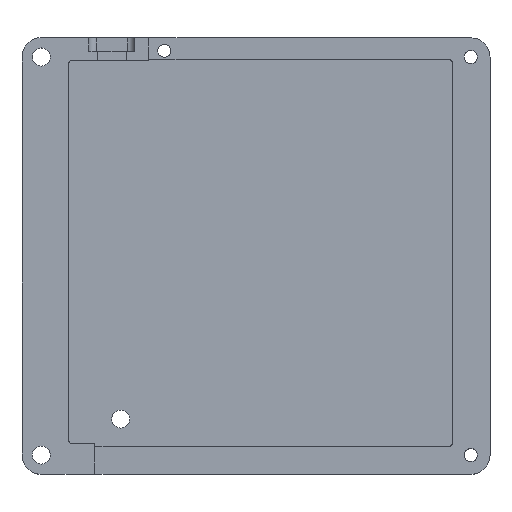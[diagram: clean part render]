
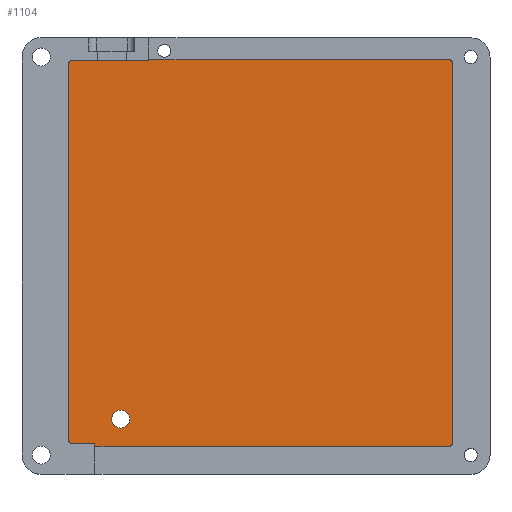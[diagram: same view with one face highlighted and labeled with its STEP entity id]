
A CAD part, top view. The second image highlights one B-rep face of the part: STEP entity #1104.
In plain terms, the highlighted planar face has unit normal (0, 0, 1).
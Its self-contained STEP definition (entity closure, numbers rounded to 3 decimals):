
#23=FACE_BOUND('',#147,.T.);
#38=PLANE('',#1204);
#82=FACE_OUTER_BOUND('',#146,.T.);
#146=EDGE_LOOP('',(#879,#880,#881,#882,#883,#884,#885,#886,#887,#888,#889,
#890,#891,#892));
#147=EDGE_LOOP('',(#893));
#216=LINE('',#1657,#338);
#234=LINE('',#1706,#356);
#256=LINE('',#1768,#378);
#260=LINE('',#1778,#382);
#261=LINE('',#1779,#383);
#262=LINE('',#1781,#384);
#263=LINE('',#1785,#385);
#264=LINE('',#1788,#386);
#265=LINE('',#1789,#387);
#266=LINE('',#1792,#388);
#338=VECTOR('',#1338,10.);
#356=VECTOR('',#1372,10.);
#378=VECTOR('',#1416,10.);
#382=VECTOR('',#1426,10.);
#383=VECTOR('',#1427,10.);
#384=VECTOR('',#1428,10.);
#385=VECTOR('',#1431,10.);
#386=VECTOR('',#1434,10.);
#387=VECTOR('',#1435,10.);
#388=VECTOR('',#1438,10.);
#432=CIRCLE('',#1157,2.35);
#460=CIRCLE('',#1203,1.);
#461=CIRCLE('',#1205,1.);
#462=CIRCLE('',#1206,1.);
#463=CIRCLE('',#1207,1.);
#472=VERTEX_POINT('',#1571);
#501=VERTEX_POINT('',#1654);
#502=VERTEX_POINT('',#1656);
#523=VERTEX_POINT('',#1702);
#525=VERTEX_POINT('',#1705);
#553=VERTEX_POINT('',#1765);
#554=VERTEX_POINT('',#1767);
#555=VERTEX_POINT('',#1771);
#556=VERTEX_POINT('',#1772);
#557=VERTEX_POINT('',#1777);
#558=VERTEX_POINT('',#1780);
#559=VERTEX_POINT('',#1782);
#560=VERTEX_POINT('',#1784);
#561=VERTEX_POINT('',#1786);
#562=VERTEX_POINT('',#1790);
#581=EDGE_CURVE('',#472,#472,#432,.T.);
#622=EDGE_CURVE('',#501,#502,#216,.T.);
#646=EDGE_CURVE('',#523,#525,#234,.T.);
#677=EDGE_CURVE('',#553,#554,#256,.T.);
#679=EDGE_CURVE('',#555,#556,#460,.T.);
#682=EDGE_CURVE('',#557,#555,#260,.T.);
#683=EDGE_CURVE('',#554,#557,#261,.T.);
#684=EDGE_CURVE('',#558,#553,#262,.T.);
#685=EDGE_CURVE('',#559,#558,#461,.T.);
#686=EDGE_CURVE('',#559,#560,#263,.T.);
#687=EDGE_CURVE('',#561,#560,#462,.T.);
#688=EDGE_CURVE('',#525,#561,#264,.T.);
#689=EDGE_CURVE('',#502,#523,#265,.T.);
#690=EDGE_CURVE('',#562,#501,#463,.T.);
#691=EDGE_CURVE('',#556,#562,#266,.T.);
#879=ORIENTED_EDGE('',*,*,#679,.F.);
#880=ORIENTED_EDGE('',*,*,#682,.F.);
#881=ORIENTED_EDGE('',*,*,#683,.F.);
#882=ORIENTED_EDGE('',*,*,#677,.F.);
#883=ORIENTED_EDGE('',*,*,#684,.F.);
#884=ORIENTED_EDGE('',*,*,#685,.F.);
#885=ORIENTED_EDGE('',*,*,#686,.T.);
#886=ORIENTED_EDGE('',*,*,#687,.F.);
#887=ORIENTED_EDGE('',*,*,#688,.F.);
#888=ORIENTED_EDGE('',*,*,#646,.F.);
#889=ORIENTED_EDGE('',*,*,#689,.F.);
#890=ORIENTED_EDGE('',*,*,#622,.F.);
#891=ORIENTED_EDGE('',*,*,#690,.F.);
#892=ORIENTED_EDGE('',*,*,#691,.F.);
#893=ORIENTED_EDGE('',*,*,#581,.T.);
#1104=ADVANCED_FACE('',(#82,#23),#38,.T.);
#1157=AXIS2_PLACEMENT_3D('',#1573,#1258,#1259);
#1203=AXIS2_PLACEMENT_3D('',#1773,#1420,#1421);
#1204=AXIS2_PLACEMENT_3D('',#1776,#1424,#1425);
#1205=AXIS2_PLACEMENT_3D('',#1783,#1429,#1430);
#1206=AXIS2_PLACEMENT_3D('',#1787,#1432,#1433);
#1207=AXIS2_PLACEMENT_3D('',#1791,#1436,#1437);
#1258=DIRECTION('center_axis',(0.,0.,-1.));
#1259=DIRECTION('ref_axis',(-1.,0.,0.));
#1338=DIRECTION('',(1.,0.,0.));
#1372=DIRECTION('',(1.,0.,0.));
#1416=DIRECTION('',(-1.,0.,0.));
#1420=DIRECTION('center_axis',(0.,0.,-1.));
#1421=DIRECTION('ref_axis',(0.,-1.,0.));
#1424=DIRECTION('center_axis',(0.,0.,1.));
#1425=DIRECTION('ref_axis',(0.,1.,0.));
#1426=DIRECTION('',(-1.,0.,0.));
#1427=DIRECTION('',(0.,1.,0.));
#1428=DIRECTION('',(-1.,0.,0.));
#1429=DIRECTION('center_axis',(0.,0.,-1.));
#1430=DIRECTION('ref_axis',(1.,0.,0.));
#1431=DIRECTION('',(0.,1.,0.));
#1432=DIRECTION('center_axis',(0.,0.,-1.));
#1433=DIRECTION('ref_axis',(0.,1.,0.));
#1434=DIRECTION('',(1.,0.,0.));
#1435=DIRECTION('',(0.,1.,0.));
#1436=DIRECTION('center_axis',(0.,0.,-1.));
#1437=DIRECTION('ref_axis',(-1.,0.,0.));
#1438=DIRECTION('',(0.,1.,0.));
#1571=CARTESIAN_POINT('',(-9.128,-128.868,68.298));
#1573=CARTESIAN_POINT('Origin',(-11.478,-128.868,68.298));
#1654=CARTESIAN_POINT('',(-24.08,-35.4,68.298));
#1656=CARTESIAN_POINT('',(-4.13,-35.4,68.298));
#1657=CARTESIAN_POINT('',(-14.599,-35.4,68.298));
#1702=CARTESIAN_POINT('',(-4.13,-35.241,68.298));
#1705=CARTESIAN_POINT('',(-4.13,-35.241,68.298));
#1706=CARTESIAN_POINT('',(-25.067,-35.241,68.298));
#1765=CARTESIAN_POINT('',(-18.184,-135.953,68.298));
#1767=CARTESIAN_POINT('',(-18.185,-135.953,68.298));
#1768=CARTESIAN_POINT('',(74.998,-135.953,68.298));
#1771=CARTESIAN_POINT('',(-24.08,-135.268,68.298));
#1772=CARTESIAN_POINT('',(-25.08,-134.268,68.298));
#1773=CARTESIAN_POINT('Origin',(-24.08,-134.268,68.298));
#1776=CARTESIAN_POINT('Origin',(74.998,-134.953,68.298));
#1777=CARTESIAN_POINT('',(-18.185,-135.268,68.298));
#1778=CARTESIAN_POINT('',(25.459,-135.268,68.298));
#1779=CARTESIAN_POINT('',(-18.185,-135.111,68.298));
#1780=CARTESIAN_POINT('',(73.998,-135.953,68.298));
#1781=CARTESIAN_POINT('',(28.407,-135.953,68.298));
#1782=CARTESIAN_POINT('',(74.998,-134.953,68.298));
#1783=CARTESIAN_POINT('Origin',(73.998,-134.953,68.298));
#1784=CARTESIAN_POINT('',(74.998,-36.241,68.298));
#1785=CARTESIAN_POINT('',(74.998,-134.953,68.298));
#1786=CARTESIAN_POINT('',(73.998,-35.241,68.298));
#1787=CARTESIAN_POINT('Origin',(73.998,-36.241,68.298));
#1788=CARTESIAN_POINT('',(24.465,-35.241,68.298));
#1789=CARTESIAN_POINT('',(-4.13,-32.887,68.298));
#1790=CARTESIAN_POINT('',(-25.08,-36.4,68.298));
#1791=CARTESIAN_POINT('Origin',(-24.08,-36.4,68.298));
#1792=CARTESIAN_POINT('',(-25.08,-85.527,68.298));
